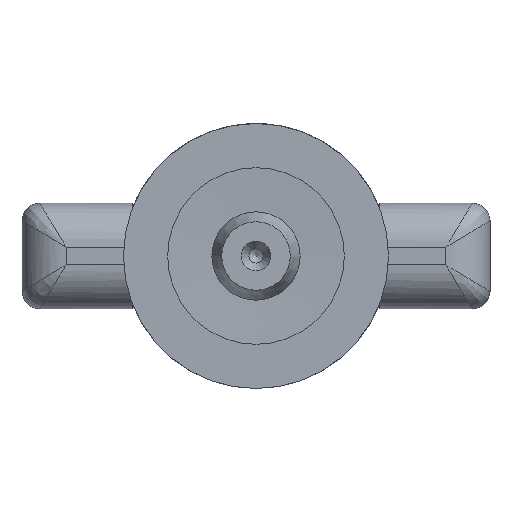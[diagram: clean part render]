
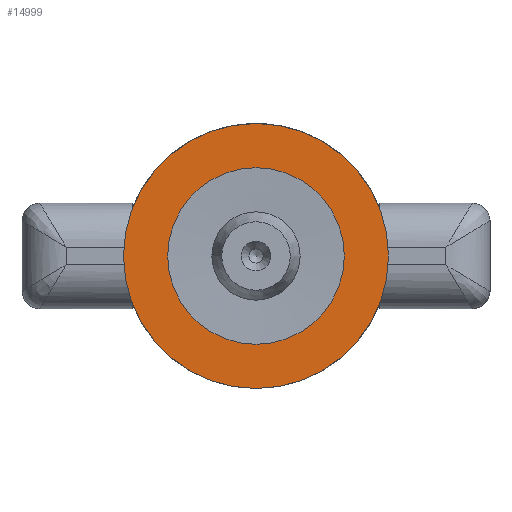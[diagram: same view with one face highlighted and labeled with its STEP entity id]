
A CAD part, front view. The second image highlights one B-rep face of the part: STEP entity #14999.
In plain terms, the highlighted face is planar.
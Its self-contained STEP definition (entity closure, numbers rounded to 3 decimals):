
#3480=PLANE('',#16043);
#3800=FACE_BOUND('',#5280,.T.);
#4343=FACE_OUTER_BOUND('',#5279,.T.);
#5279=EDGE_LOOP('',(#12373));
#5280=EDGE_LOOP('',(#12374));
#5932=CIRCLE('',#16026,15.);
#5939=CIRCLE('',#16040,10.);
#6876=VERTEX_POINT('',#40578);
#6883=VERTEX_POINT('',#40599);
#8823=EDGE_CURVE('',#6876,#6876,#5932,.T.);
#8830=EDGE_CURVE('',#6883,#6883,#5939,.T.);
#12373=ORIENTED_EDGE('',*,*,#8823,.T.);
#12374=ORIENTED_EDGE('',*,*,#8830,.F.);
#14999=ADVANCED_FACE('',(#4343,#3800),#3480,.F.);
#16026=AXIS2_PLACEMENT_3D('',#40579,#18023,#18024);
#16040=AXIS2_PLACEMENT_3D('',#40600,#18051,#18052);
#16043=AXIS2_PLACEMENT_3D('',#40604,#18057,#18058);
#18023=DIRECTION('center_axis',(0.,0.,-1.));
#18024=DIRECTION('ref_axis',(-1.,0.,0.));
#18051=DIRECTION('center_axis',(0.,0.,-1.));
#18052=DIRECTION('ref_axis',(-1.,0.,0.));
#18057=DIRECTION('center_axis',(0.,0.,1.));
#18058=DIRECTION('ref_axis',(1.,0.,0.));
#40578=CARTESIAN_POINT('',(15.,0.,0.));
#40579=CARTESIAN_POINT('Origin',(0.,0.,0.));
#40599=CARTESIAN_POINT('',(10.,0.,0.));
#40600=CARTESIAN_POINT('Origin',(0.,0.,0.));
#40604=CARTESIAN_POINT('Origin',(0.,0.,0.));
